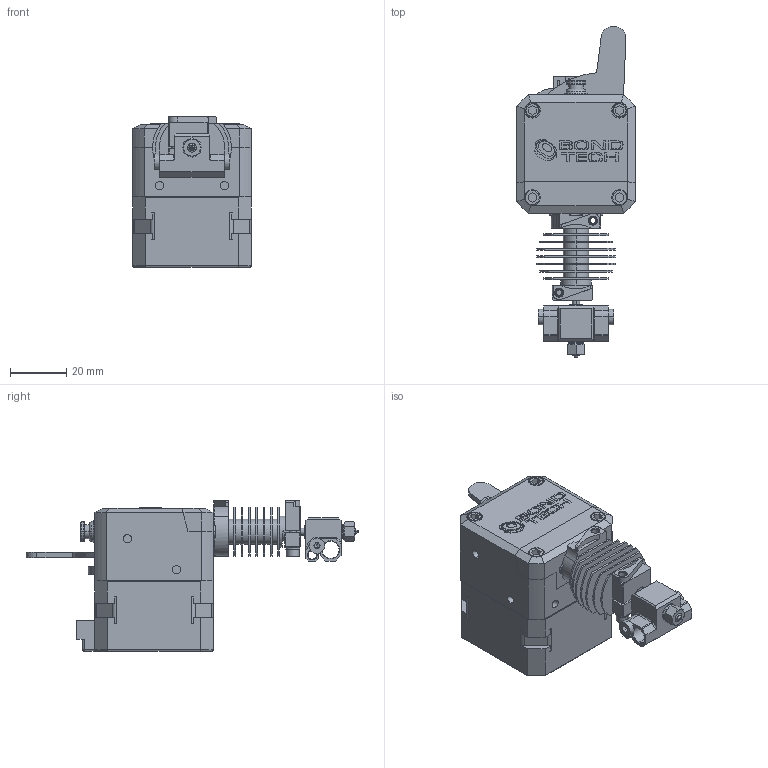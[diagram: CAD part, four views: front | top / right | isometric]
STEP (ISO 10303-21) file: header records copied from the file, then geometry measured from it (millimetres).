
FILE_DESCRIPTION (( 'STEP AP214' ), '1' );
FILE_NAME ('LGX with copperhead screwmount.STEP', '2020-08-31T11:26:27', ( '' ), ( '' ), 'SwSTEP 2.0', 'SolidWorks 2020', '' );
FILE_SCHEMA (( 'AUTOMOTIVE_DESIGN' ));
Length unit declared in the file: millimetre
Products named in the file (1): LGX with copperhead screwmount
Bounding box: 42 x 117.98 x 53.5 mm (x, y, z)
Volume: 95505.7 mm3; surface area: 26607.4 mm2
Topology: 11 solids, 15 shells, 995 faces, 2452 edges, 1533 vertices
Faces by surface type: plane 463, cylinder 254, cone 141, bspline 101, torus 34, sphere 2
Entity records: 42431 total; most frequent: CARTESIAN_POINT 8316, ORIENTED_EDGE 4864, DIRECTION 4570, EDGE_CURVE 2432, AXIS2_PLACEMENT_3D 1544, VERTEX_POINT 1533, VECTOR 1482, LINE 1482
